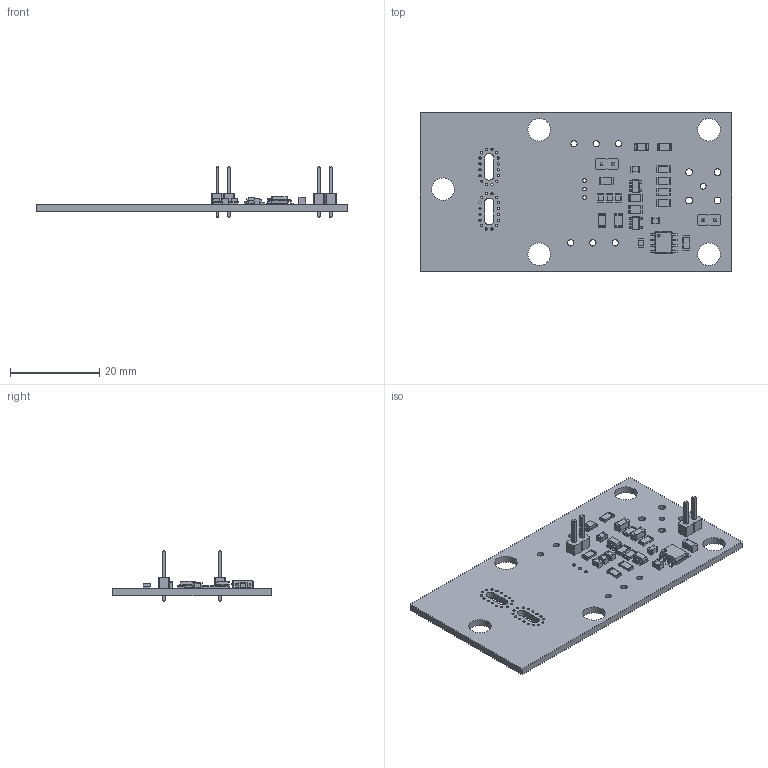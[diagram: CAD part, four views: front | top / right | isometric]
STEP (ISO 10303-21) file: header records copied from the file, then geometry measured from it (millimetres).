
FILE_DESCRIPTION(('KiCad electronic assembly'),'2;1');
FILE_NAME('ACS770_CurrentSense.step','2021-05-18T00:15:48',('An Author') ,('A Company'),'Open CASCADE STEP processor 6.9', 'KiCad to STEP converter','Unknown');
FILE_SCHEMA(('AUTOMOTIVE_DESIGN { 1 0 10303 214 1 1 1 1 }'));
Length unit declared in the file: millimetre
Products named in the file (16): Open CASCADE STEP translator 6.9 1; SOT-23-5; SOLID; R_1206_3216Metric; C_0805_2012Metric; LED_1206_3216Metric; C_1206_3216Metric; SOIC-8_3.9x4.9mm_P1.27mm; PinHeader_1x02_P2.54mm_Vertical; COMPOUND
Assembly tree (31 placements, depth 3):
  Open CASCADE STEP translator 6.9 1
    SOT-23-5  x2
      SOLID
    R_1206_3216Metric  x8
      SOLID
    C_0805_2012Metric  x6
      SOLID
    LED_1206_3216Metric
      SOLID
    C_1206_3216Metric  x3
      SOLID
    SOIC-8_3.9x4.9mm_P1.27mm
      SOLID
    PinHeader_1x02_P2.54mm_Vertical  x2
      SOLID
    COMPOUND
Bounding box: 69.85 x 35.56 x 11.54 mm (x, y, z)
Volume: 3917.4 mm3; surface area: 6013.1 mm2
Topology: 24 solids, 24 shells, 1057 faces, 2727 edges, 1746 vertices
Faces by surface type: plane 655, cylinder 312, bspline 90
Full cylindrical faces by diameter (mm): 0.5 x32, 0.6 x1, 0.8 x3, 1 x4, 1.27 x1, 1.4 x6, 1.524 x4, 5.08 x5
Entity records: 37611 total; most frequent: CARTESIAN_POINT 7266, DIRECTION 4932, LINE 3253, VECTOR 3253, ORIENTED_EDGE 2696, PCURVE 2696, DEFINITIONAL_REPRESENTATION 2696, EDGE_CURVE 1348
